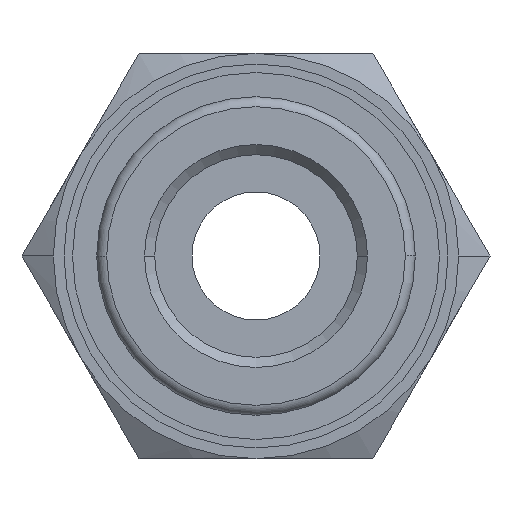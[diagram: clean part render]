
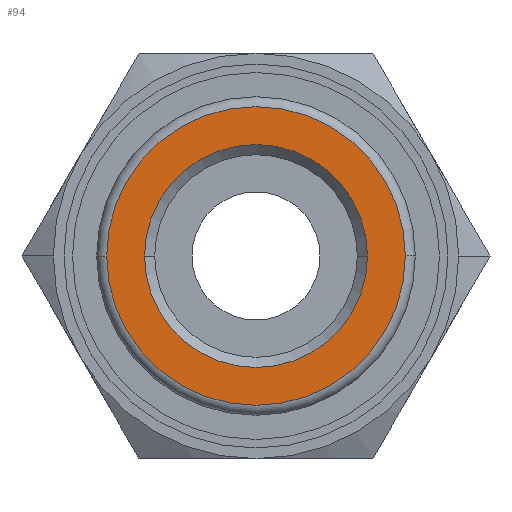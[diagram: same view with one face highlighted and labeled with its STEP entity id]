
A CAD part, front view. The second image highlights one B-rep face of the part: STEP entity #94.
In plain terms, the highlighted planar face has unit normal (0, -1, 0).
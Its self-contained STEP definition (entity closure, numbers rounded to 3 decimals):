
#94=ADVANCED_FACE('',(#251,#252),#253,.T.);
#251=FACE_BOUND('',#480,.T.);
#252=FACE_OUTER_BOUND('',#481,.T.);
#253=PLANE('',#482);
#480=EDGE_LOOP('',(#703,#704));
#481=EDGE_LOOP('',(#705,#706));
#482=AXIS2_PLACEMENT_3D('',#707,#708,#709);
#703=ORIENTED_EDGE('',*,*,#1271,.T.);
#704=ORIENTED_EDGE('',*,*,#1272,.T.);
#705=ORIENTED_EDGE('',*,*,#1273,.T.);
#706=ORIENTED_EDGE('',*,*,#1274,.T.);
#707=CARTESIAN_POINT('',(0.0,0.0,0.0));
#708=DIRECTION('',(0.0,-1.0,0.0));
#709=DIRECTION('',(-1.0,0.0,0.0));
#1271=EDGE_CURVE('',#1485,#1486,#1487,.T.);
#1272=EDGE_CURVE('',#1486,#1485,#1488,.T.);
#1273=EDGE_CURVE('',#1489,#1490,#1491,.T.);
#1274=EDGE_CURVE('',#1490,#1489,#1492,.T.);
#1485=VERTEX_POINT('',#1785);
#1486=VERTEX_POINT('',#1786);
#1487=CIRCLE('',#1787,5.225);
#1488=CIRCLE('',#1788,5.225);
#1489=VERTEX_POINT('',#1789);
#1490=VERTEX_POINT('',#1790);
#1491=CIRCLE('',#1791,7.0);
#1492=CIRCLE('',#1792,7.0);
#1785=CARTESIAN_POINT('',(-5.225,0.0,0.));
#1786=CARTESIAN_POINT('',(5.225,0.0,0.));
#1787=AXIS2_PLACEMENT_3D('',#2390,#2391,#2392);
#1788=AXIS2_PLACEMENT_3D('',#2393,#2394,#2395);
#1789=CARTESIAN_POINT('',(7.0,0.0,0.0));
#1790=CARTESIAN_POINT('',(-7.0,0.0,0.));
#1791=AXIS2_PLACEMENT_3D('',#2396,#2397,#2398);
#1792=AXIS2_PLACEMENT_3D('',#2399,#2400,#2401);
#2390=CARTESIAN_POINT('',(0.0,0.0,0.0));
#2391=DIRECTION('',(-0.0,1.0,0.0));
#2392=DIRECTION('',(1.0,0.0,0.0));
#2393=CARTESIAN_POINT('',(0.0,0.0,0.0));
#2394=DIRECTION('',(-0.0,1.0,0.0));
#2395=DIRECTION('',(1.0,0.0,0.0));
#2396=CARTESIAN_POINT('',(0.0,0.0,0.0));
#2397=DIRECTION('',(0.0,-1.0,0.0));
#2398=DIRECTION('',(1.0,0.0,0.0));
#2399=CARTESIAN_POINT('',(0.0,0.0,0.0));
#2400=DIRECTION('',(0.0,-1.0,0.0));
#2401=DIRECTION('',(1.0,0.0,0.0));
